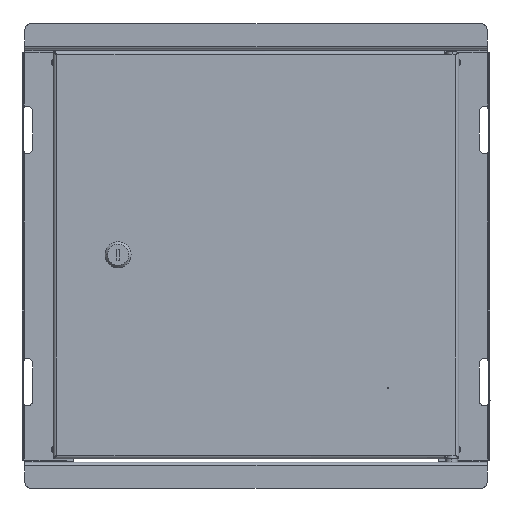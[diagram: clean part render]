
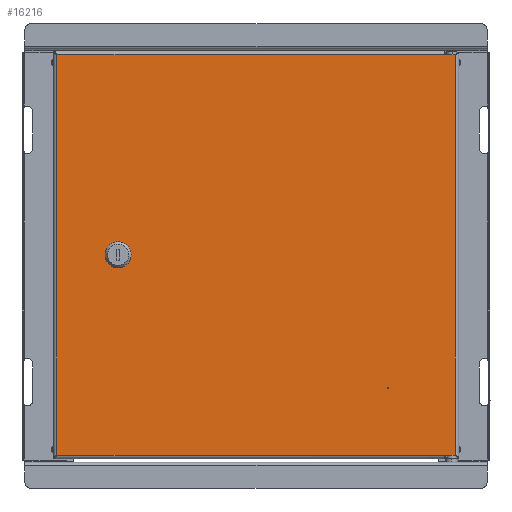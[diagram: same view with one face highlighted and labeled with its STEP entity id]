
A CAD part, top view. The second image highlights one B-rep face of the part: STEP entity #16216.
In plain terms, the highlighted planar face has unit normal (0, 0, 1).
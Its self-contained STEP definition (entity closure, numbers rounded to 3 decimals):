
#241 = CIRCLE ( 'NONE', #6804, 9.5 ) ;
#283 = EDGE_CURVE ( 'NONE', #11810, #1351, #16631, .T. ) ;
#583 = DIRECTION ( 'NONE',  ( 0., 0., 1. ) ) ;
#652 = CARTESIAN_POINT ( 'NONE',  ( 168.9, 169.9, 0. ) ) ;
#1025 = CARTESIAN_POINT ( 'NONE',  ( -108.75, 4.71, 0. ) ) ;
#1031 = CARTESIAN_POINT ( 'NONE',  ( -125.25, -4.71, 0. ) ) ;
#1217 = DIRECTION ( 'NONE',  ( 1., 0., 0. ) ) ;
#1286 = CARTESIAN_POINT ( 'NONE',  ( -117., 0., 0. ) ) ;
#1351 = VERTEX_POINT ( 'NONE', #3848 ) ;
#1460 = CARTESIAN_POINT ( 'NONE',  ( -108.75, -4.71, 0. ) ) ;
#1602 = VERTEX_POINT ( 'NONE', #9722 ) ;
#1709 = ORIENTED_EDGE ( 'NONE', *, *, #7065, .T. ) ;
#1983 = CARTESIAN_POINT ( 'NONE',  ( -170.788, -169.9, 0. ) ) ;
#2049 = AXIS2_PLACEMENT_3D ( 'NONE', #1286, #2564, #8573 ) ;
#2098 = ORIENTED_EDGE ( 'NONE', *, *, #15867, .F. ) ;
#2124 = ORIENTED_EDGE ( 'NONE', *, *, #13704, .T. ) ;
#2136 = EDGE_CURVE ( 'NONE', #8101, #16337, #16487, .T. ) ;
#2135 = CARTESIAN_POINT ( 'NONE',  ( -125.25, 4.71, 0. ) ) ;
#2195 = LINE ( 'NONE', #7554, #5532 ) ;
#2300 = FACE_BOUND ( 'NONE', #6861, .T. ) ;
#2338 = CARTESIAN_POINT ( 'NONE',  ( 168.9, -169.9, 0. ) ) ;
#2412 = ORIENTED_EDGE ( 'NONE', *, *, #13430, .T. ) ;
#2489 = LINE ( 'NONE', #1460, #13979 ) ;
#2564 = DIRECTION ( 'NONE',  ( 0., 0., 1. ) ) ;
#2717 = VECTOR ( 'NONE', #8293, 1000. ) ;
#3142 = VERTEX_POINT ( 'NONE', #14497 ) ;
#3437 = DIRECTION ( 'NONE',  ( 0., 0., 1. ) ) ;
#3541 = VECTOR ( 'NONE', #10006, 1000. ) ;
#3773 = CARTESIAN_POINT ( 'NONE',  ( 0., 0., 0. ) ) ;
#3792 = EDGE_CURVE ( 'NONE', #16337, #8101, #5657, .T. ) ;
#3848 = CARTESIAN_POINT ( 'NONE',  ( -168.9, -169.9, 0. ) ) ;
#4445 = CARTESIAN_POINT ( 'NONE',  ( 160., 169.9, 0. ) ) ;
#4629 = VERTEX_POINT ( 'NONE', #7427 ) ;
#4704 = DIRECTION ( 'NONE',  ( 1., 0., 0. ) ) ;
#4772 = EDGE_LOOP ( 'NONE', ( #14251, #10767 ) ) ;
#5041 = CARTESIAN_POINT ( 'NONE',  ( 111.5, -113., 0. ) ) ;
#5422 = ORIENTED_EDGE ( 'NONE', *, *, #8979, .T. ) ;
#5532 = VECTOR ( 'NONE', #6120, 1000. ) ;
#5657 = CIRCLE ( 'NONE', #16270, 0.5 ) ;
#5682 = EDGE_CURVE ( 'NONE', #16267, #16533, #11847, .T. ) ;
#5878 = CARTESIAN_POINT ( 'NONE',  ( 112., -113., 0. ) ) ;
#5929 = ORIENTED_EDGE ( 'NONE', *, *, #13089, .F. ) ;
#6120 = DIRECTION ( 'NONE',  ( -1., 0., 0. ) ) ;
#6196 = DIRECTION ( 'NONE',  ( 0., 0., 1. ) ) ;
#6804 = AXIS2_PLACEMENT_3D ( 'NONE', #9744, #3437, #9911 ) ;
#6861 = EDGE_LOOP ( 'NONE', ( #9486, #2098, #5929, #11046 ) ) ;
#7065 = EDGE_CURVE ( 'NONE', #8906, #14549, #10447, .T. ) ;
#7310 = CARTESIAN_POINT ( 'NONE',  ( 112.5, -113., 0. ) ) ;
#7427 = CARTESIAN_POINT ( 'NONE',  ( -108.75, -4.71, 0. ) ) ;
#7554 = CARTESIAN_POINT ( 'NONE',  ( 170.788, 169.9, 0. ) ) ;
#7693 = DIRECTION ( 'NONE',  ( 0., 1., 0. ) ) ;
#7966 = CARTESIAN_POINT ( 'NONE',  ( -170.788, -169.9, 0. ) ) ;
#8101 = VERTEX_POINT ( 'NONE', #7310 ) ;
#8165 = VECTOR ( 'NONE', #15349, 1000. ) ;
#8293 = DIRECTION ( 'NONE',  ( 1., 0., 0. ) ) ;
#8349 = CARTESIAN_POINT ( 'NONE',  ( -168.9, 169.9, 0. ) ) ;
#8573 = DIRECTION ( 'NONE',  ( 1., 0., 0. ) ) ;
#8906 = VERTEX_POINT ( 'NONE', #2338 ) ;
#8979 = EDGE_CURVE ( 'NONE', #3142, #8906, #15820, .T. ) ;
#9048 = CARTESIAN_POINT ( 'NONE',  ( 170.788, 169.9, 0. ) ) ;
#9119 = FACE_BOUND ( 'NONE', #4772, .T. ) ;
#9259 = DIRECTION ( 'NONE',  ( 1., 0., 0. ) ) ;
#9486 = ORIENTED_EDGE ( 'NONE', *, *, #5682, .F. ) ;
#9722 = CARTESIAN_POINT ( 'NONE',  ( -125.25, -4.71, 0. ) ) ;
#9744 = CARTESIAN_POINT ( 'NONE',  ( -117., 0., 0. ) ) ;
#9759 = LINE ( 'NONE', #1983, #2717 ) ;
#9911 = DIRECTION ( 'NONE',  ( 1., 0., 0. ) ) ;
#10006 = DIRECTION ( 'NONE',  ( 0., -1., 0. ) ) ;
#10094 = LINE ( 'NONE', #9048, #8165 ) ;
#10447 = LINE ( 'NONE', #15629, #12437 ) ;
#10767 = ORIENTED_EDGE ( 'NONE', *, *, #2136, .F. ) ;
#11046 = ORIENTED_EDGE ( 'NONE', *, *, #13721, .F. ) ;
#11443 = CARTESIAN_POINT ( 'NONE',  ( -168.9, 171.788, 0. ) ) ;
#11682 = DIRECTION ( 'NONE',  ( 1., 0., 0. ) ) ;
#11763 = FACE_OUTER_BOUND ( 'NONE', #16087, .T. ) ;
#11797 = DIRECTION ( 'NONE',  ( 0., 1., 0. ) ) ;
#11810 = VERTEX_POINT ( 'NONE', #8349 ) ;
#11813 = AXIS2_PLACEMENT_3D ( 'NONE', #3773, #15596, #11682 ) ;
#11847 = CIRCLE ( 'NONE', #2049, 9.5 ) ;
#11851 = AXIS2_PLACEMENT_3D ( 'NONE', #12914, #6196, #1217 ) ;
#11975 = VECTOR ( 'NONE', #12808, 1000. ) ;
#12437 = VECTOR ( 'NONE', #11797, 1000. ) ;
#12808 = DIRECTION ( 'NONE',  ( 0., -1., 0. ) ) ;
#12914 = CARTESIAN_POINT ( 'NONE',  ( 112., -113., 0. ) ) ;
#13089 = EDGE_CURVE ( 'NONE', #1602, #4629, #241, .T. ) ;
#13430 = EDGE_CURVE ( 'NONE', #1351, #3142, #9759, .T. ) ;
#13704 = EDGE_CURVE ( 'NONE', #16402, #11810, #10094, .T. ) ;
#13721 = EDGE_CURVE ( 'NONE', #16533, #1602, #13998, .T. ) ;
#13979 = VECTOR ( 'NONE', #7693, 1000. ) ;
#13998 = LINE ( 'NONE', #1031, #11975 ) ;
#14162 = PLANE ( 'NONE',  #11813 ) ;
#14251 = ORIENTED_EDGE ( 'NONE', *, *, #3792, .F. ) ;
#14497 = CARTESIAN_POINT ( 'NONE',  ( 160., -169.9, 0. ) ) ;
#14549 = VERTEX_POINT ( 'NONE', #652 ) ;
#14755 = EDGE_CURVE ( 'NONE', #14549, #16402, #2195, .T. ) ;
#15349 = DIRECTION ( 'NONE',  ( -1., 0., 0. ) ) ;
#15596 = DIRECTION ( 'NONE',  ( 0., 0., 1. ) ) ;
#15629 = CARTESIAN_POINT ( 'NONE',  ( 168.9, -171.788, 0. ) ) ;
#15794 = ORIENTED_EDGE ( 'NONE', *, *, #283, .T. ) ;
#15820 = LINE ( 'NONE', #7966, #16785 ) ;
#15867 = EDGE_CURVE ( 'NONE', #4629, #16267, #2489, .T. ) ;
#16087 = EDGE_LOOP ( 'NONE', ( #15794, #2412, #5422, #1709, #16157, #2124 ) ) ;
#16157 = ORIENTED_EDGE ( 'NONE', *, *, #14755, .T. ) ;
#16216 = ADVANCED_FACE ( 'NONE', ( #9119, #2300, #11763 ), #14162, .T. ) ;
#16267 = VERTEX_POINT ( 'NONE', #1025 ) ;
#16270 = AXIS2_PLACEMENT_3D ( 'NONE', #5878, #583, #4704 ) ;
#16337 = VERTEX_POINT ( 'NONE', #5041 ) ;
#16402 = VERTEX_POINT ( 'NONE', #4445 ) ;
#16487 = CIRCLE ( 'NONE', #11851, 0.5 ) ;
#16533 = VERTEX_POINT ( 'NONE', #2135 ) ;
#16631 = LINE ( 'NONE', #11443, #3541 ) ;
#16785 = VECTOR ( 'NONE', #9259, 1000. ) ;
